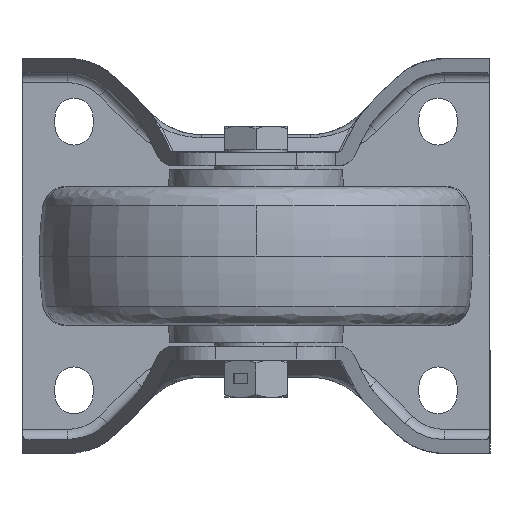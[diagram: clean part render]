
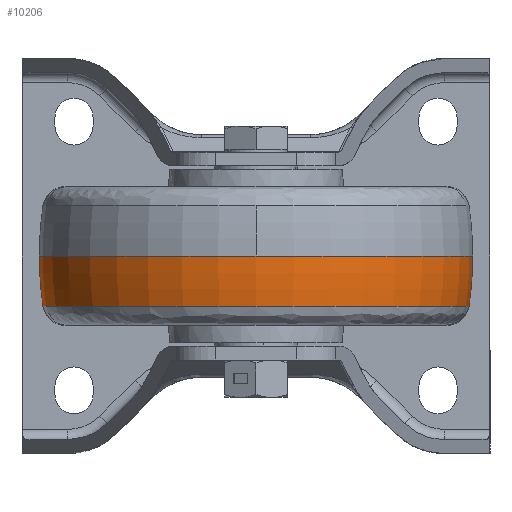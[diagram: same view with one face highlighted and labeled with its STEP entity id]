
A CAD part, front view. The second image highlights one B-rep face of the part: STEP entity #10206.
In plain terms, the highlighted toroidal (fillet/blend) face has major radius 32.499 mm and minor radius 95 mm.
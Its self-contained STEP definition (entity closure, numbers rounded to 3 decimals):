
#605 = DIRECTION ( 'NONE',  ( -1., 0., 0. ) ) ;
#1133 = AXIS2_PLACEMENT_3D ( 'NONE', #13038, #13195, #18308 ) ;
#1581 = CARTESIAN_POINT ( 'NONE',  ( -62.5, -115., 0. ) ) ;
#2507 = CIRCLE ( 'NONE', #9146, 95. ) ;
#2789 = DIRECTION ( 'NONE',  ( 0., -1., 0. ) ) ;
#3371 = ORIENTED_EDGE ( 'NONE', *, *, #6163, .T. ) ;
#3550 = CARTESIAN_POINT ( 'NONE',  ( 0., -177.5, 0. ) ) ;
#5777 = VERTEX_POINT ( 'NONE', #9920 ) ;
#6163 = EDGE_CURVE ( 'NONE', #19745, #8898, #2507, .T. ) ;
#6955 = CARTESIAN_POINT ( 'NONE',  ( 32.499, -115., -0.425 ) ) ;
#8274 = CIRCLE ( 'NONE', #17031, 61.459 ) ;
#8738 = ORIENTED_EDGE ( 'NONE', *, *, #19767, .T. ) ;
#8898 = VERTEX_POINT ( 'NONE', #20815 ) ;
#9100 = EDGE_CURVE ( 'NONE', #8898, #15100, #16481, .T. ) ;
#9146 = AXIS2_PLACEMENT_3D ( 'NONE', #13429, #2789, #11560 ) ;
#9757 = EDGE_LOOP ( 'NONE', ( #18153, #19856, #3371, #20267, #8738 ) ) ;
#9916 = DIRECTION ( 'NONE',  ( -1., 0., 0. ) ) ;
#9920 = CARTESIAN_POINT ( 'NONE',  ( -61.459, -115., -14.459 ) ) ;
#10206 = ADVANCED_FACE ( 'NONE', ( #17800 ), #20261, .T. ) ;
#10474 = DIRECTION ( 'NONE',  ( 0., 1., 0. ) ) ;
#11167 = DIRECTION ( 'NONE',  ( 0., 0., -1. ) ) ;
#11434 = EDGE_CURVE ( 'NONE', #5777, #19745, #8274, .T. ) ;
#11560 = DIRECTION ( 'NONE',  ( 0., 0., -1. ) ) ;
#11830 = CARTESIAN_POINT ( 'NONE',  ( 0., -115., 0. ) ) ;
#12893 = CARTESIAN_POINT ( 'NONE',  ( 0., -115., 0. ) ) ;
#13038 = CARTESIAN_POINT ( 'NONE',  ( 0., -115., -0.425 ) ) ;
#13195 = DIRECTION ( 'NONE',  ( 0., 0., 1. ) ) ;
#13429 = CARTESIAN_POINT ( 'NONE',  ( -32.499, -115., -0.425 ) ) ;
#13804 = CARTESIAN_POINT ( 'NONE',  ( 0., -115., -14.459 ) ) ;
#15100 = VERTEX_POINT ( 'NONE', #3550 ) ;
#15558 = DIRECTION ( 'NONE',  ( 0., 0., 1. ) ) ;
#16063 = CIRCLE ( 'NONE', #19744, 95. ) ;
#16481 = CIRCLE ( 'NONE', #20140, 62.5 ) ;
#16952 = AXIS2_PLACEMENT_3D ( 'NONE', #12893, #11167, #605 ) ;
#17031 = AXIS2_PLACEMENT_3D ( 'NONE', #13804, #15558, #22528 ) ;
#17172 = DIRECTION ( 'NONE',  ( 0., 0., -1. ) ) ;
#17351 = CIRCLE ( 'NONE', #16952, 62.5 ) ;
#17800 = FACE_OUTER_BOUND ( 'NONE', #9757, .T. ) ;
#18153 = ORIENTED_EDGE ( 'NONE', *, *, #18925, .F. ) ;
#18308 = DIRECTION ( 'NONE',  ( 1., 0., 0. ) ) ;
#18481 = VERTEX_POINT ( 'NONE', #1581 ) ;
#18925 = EDGE_CURVE ( 'NONE', #5777, #18481, #16063, .T. ) ;
#19277 = DIRECTION ( 'NONE',  ( -1., 0., 0. ) ) ;
#19744 = AXIS2_PLACEMENT_3D ( 'NONE', #6955, #10474, #19277 ) ;
#19745 = VERTEX_POINT ( 'NONE', #21770 ) ;
#19767 = EDGE_CURVE ( 'NONE', #15100, #18481, #17351, .T. ) ;
#19856 = ORIENTED_EDGE ( 'NONE', *, *, #11434, .T. ) ;
#20140 = AXIS2_PLACEMENT_3D ( 'NONE', #11830, #17172, #9916 ) ;
#20261 = TOROIDAL_SURFACE ( 'NONE', #1133, -32.499, 95. ) ;
#20267 = ORIENTED_EDGE ( 'NONE', *, *, #9100, .T. ) ;
#20815 = CARTESIAN_POINT ( 'NONE',  ( 62.5, -115., 0. ) ) ;
#21770 = CARTESIAN_POINT ( 'NONE',  ( 61.459, -115., -14.459 ) ) ;
#22528 = DIRECTION ( 'NONE',  ( 1., 0., 0. ) ) ;
